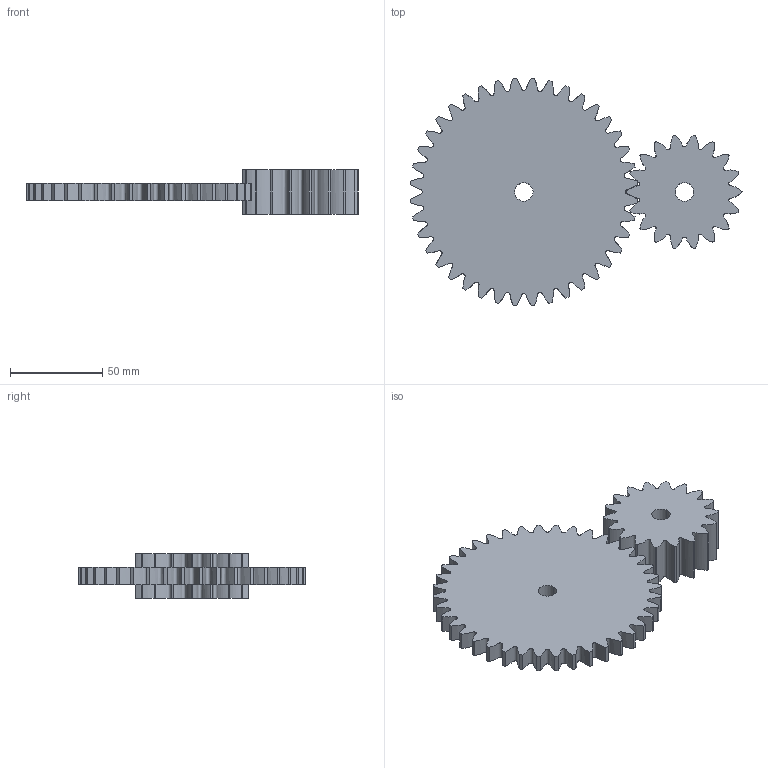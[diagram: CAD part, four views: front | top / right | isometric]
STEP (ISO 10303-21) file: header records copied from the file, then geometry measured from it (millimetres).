
FILE_DESCRIPTION (( 'STEP AP214' ), '1' );
FILE_NAME ('11.STEP', '2025-07-07T07:52:47', ( '' ), ( '' ), 'SwSTEP 2.0', 'SolidWorks 2022', '' );
FILE_SCHEMA (( 'AUTOMOTIVE_DESIGN' ));
Length unit declared in the file: millimetre
Products named in the file (3): SpurGear1_GearTrax; 11; SpurGear2_GearTrax
Assembly tree (2 placements, depth 2):
  11
    SpurGear1_GearTrax
    SpurGear2_GearTrax
Bounding box: 179.88 x 123.34 x 24 mm (x, y, z)
Volume: 151151 mm3; surface area: 41577.4 mm2
Topology: 2 solids, 2 shells, 124 faces, 360 edges, 240 vertices
Faces by surface type: cylinder 62, bspline 58, plane 4
Entity records: 15818 total; most frequent: CARTESIAN_POINT 12707, ORIENTED_EDGE 720, DIRECTION 510, EDGE_CURVE 360, VERTEX_POINT 240, AXIS2_PLACEMENT_3D 195, EDGE_LOOP 128, CIRCLE 124
